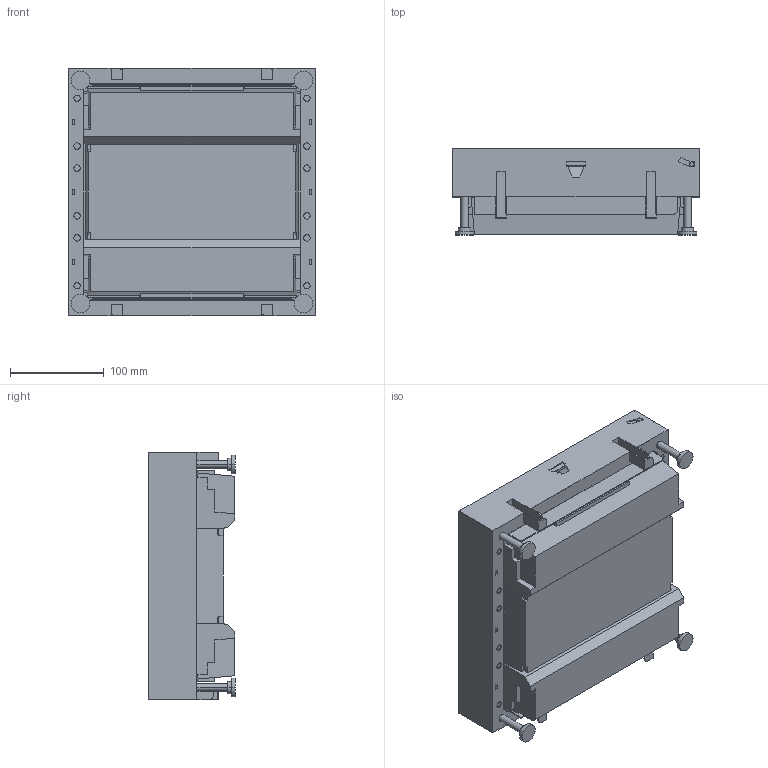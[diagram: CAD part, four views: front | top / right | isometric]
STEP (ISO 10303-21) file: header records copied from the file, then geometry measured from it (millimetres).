
FILE_DESCRIPTION(('CATIA V5 STEP Exchange','CAx-IF Rec.Pracs.--- Model Styling and Organization---1.5--- 2016-08-15','CAx-IF Rec.Pracs.---Supplemental Geometry---1.0---2011-11-01','CAx-IF Rec.Pracs.--- Composite Materials ---3.4---2017-06-13','CAx-IF Rec.Pracs.---Tessellated 3D Geometry---1.0---2015-12-17'),'2;1');
FILE_NAME('LG-080741-S_closed.stp','2025-05-02T09:21:13+00:00',('none'),('none'),'CATIA Version 5-6 Release 2020','CATIA V5 STEP AP242 v1','none');
FILE_SCHEMA(('AP242_MANAGED_MODEL_BASED_3D_ENGINEERING_MIM_LF {1 0 10303 442 1 1 4}'));
Length unit declared in the file: millimetre
Products named in the file (6): A029404_A; A027982_A-S_92mm; AO11399_A-S; SuppVert-T3; SuppVert-T3_sup; SuppVert-T3_Inf
Assembly tree (6 placements, depth 3):
  A029404_A
    A027982_A-S_92mm
    AO11399_A-S
    SuppVert-T3
      SuppVert-T3_sup
      SuppVert-T3_Inf  x2
Bounding box: 264 x 92.1 x 264.1 mm (x, y, z)
Volume: 895474 mm3; surface area: 676641.4 mm2
Topology: 5 solids, 5 shells, 696 faces, 1990 edges, 1310 vertices
Faces by surface type: plane 547, cylinder 145, bspline 4
Entity records: 20382 total; most frequent: CARTESIAN_POINT 5006, ORIENTED_EDGE 3574, DIRECTION 2463, EDGE_CURVE 1787, VECTOR 1431, LINE 1431, VERTEX_POINT 1176, EDGE_LOOP 699
